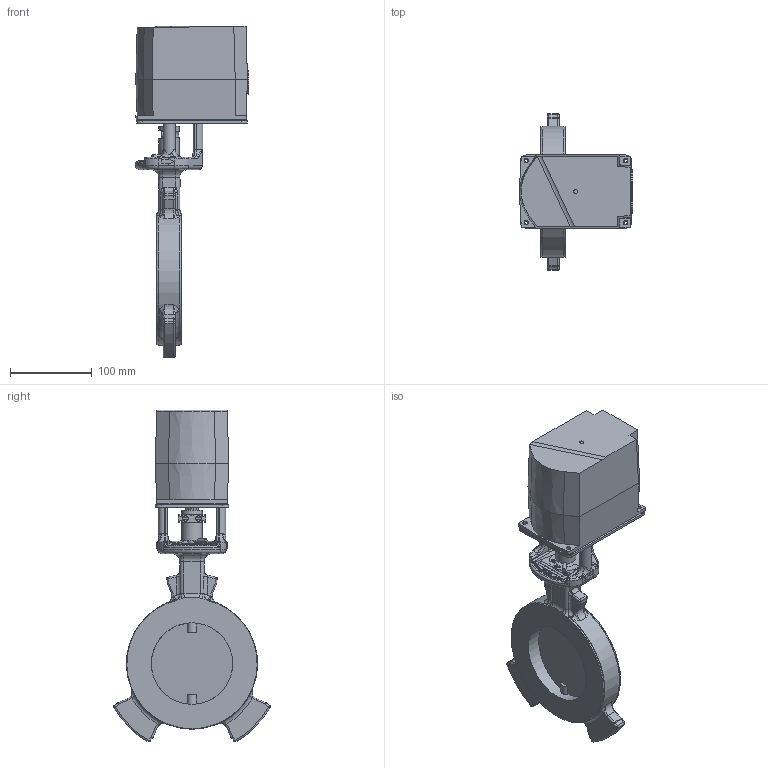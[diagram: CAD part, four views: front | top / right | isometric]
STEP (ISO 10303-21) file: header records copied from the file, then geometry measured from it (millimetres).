
FILE_DESCRIPTION(/* description */ (''),/* implementation_level */ '2;1');
FILE_NAME(/* name */ 'VKF11.100+ASK33.4+SQM45.stp',/* time_stamp */ '2018-02-22T16:00:36+01:00',/* author */ (''),/* organization */ ('Siemens'),/* preprocessor_version */ 'ST-DEVELOPER v16',/* originating_system */ 'SIEMENS PLM Software NX 10.0',/* authorisation */ '');
FILE_SCHEMA (('AUTOMOTIVE_DESIGN { 1 0 10303 214 3 1 1 1 }'));
Length unit declared in the file: millimetre
Products named in the file (1): Sper0994E1A6jkqn
Bounding box: 139.16 x 192.23 x 407.11 mm (x, y, z)
Volume: 1901594.3 mm3; surface area: 199350.1 mm2
Topology: 1 solids, 6 shells, 754 faces, 2231 edges, 1566 vertices
Faces by surface type: plane 345, cylinder 149, bspline 93, torus 76, cone 36, extrusion 29, sphere 26
Full cylindrical faces by diameter (mm): 4 x3, 4.2 x7, 4.6 x2, 5 x3, 7 x2, 10 x3, 12 x3, 14.38 x2, 16 x1, 25 x2, 43 x1, 100 x1
Entity records: 32542 total; most frequent: CARTESIAN_POINT 12586, ORIENTED_EDGE 4180, DIRECTION 3159, EDGE_CURVE 2090, VERTEX_POINT 1539, AXIS2_PLACEMENT_3D 1249, EDGE_LOOP 990, B_SPLINE_CURVE_WITH_KNOTS 869
